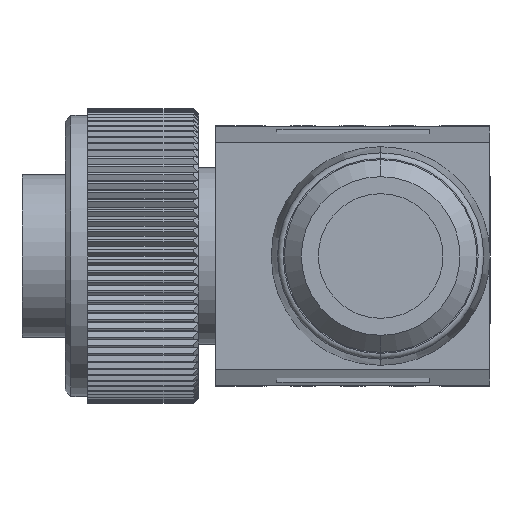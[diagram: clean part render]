
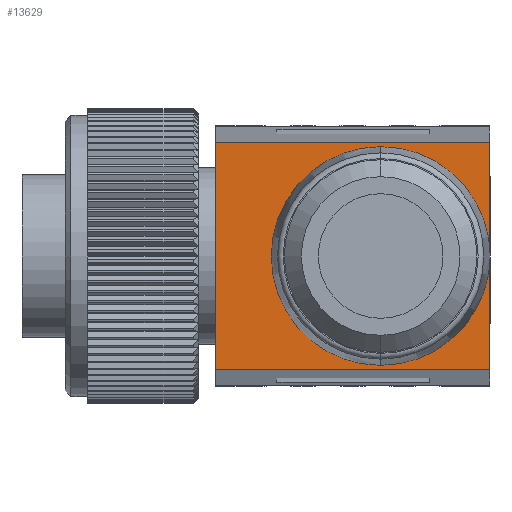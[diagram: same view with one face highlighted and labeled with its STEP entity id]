
A CAD part, left-side view. The second image highlights one B-rep face of the part: STEP entity #13629.
In plain terms, the highlighted planar face has unit normal (-1, 0, 0).
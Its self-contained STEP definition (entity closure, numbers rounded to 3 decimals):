
#4063=DIRECTION('',(0.,0.,-1.));
#4064=VECTOR('',#4063,20.);
#4065=CARTESIAN_POINT('',(46.8,24.2,-13.786));
#4066=LINE('',#4065,#4064);
#4100=DIRECTION('',(0.,1.,0.));
#4101=VECTOR('',#4100,24.2);
#4102=CARTESIAN_POINT('',(46.8,0.,-13.786));
#4103=LINE('',#4102,#4101);
#4122=CARTESIAN_POINT('',(46.8,9.65,-23.786));
#4123=DIRECTION('',(-1.,0.,0.));
#4124=DIRECTION('',(0.,-1.,0.));
#4125=AXIS2_PLACEMENT_3D('',#4122,#4123,#4124);
#4127=CARTESIAN_POINT('',(46.8,9.65,-23.786));
#4128=DIRECTION('',(-1.,0.,0.));
#4129=DIRECTION('',(0.,0.,1.));
#4130=AXIS2_PLACEMENT_3D('',#4127,#4128,#4129);
#4132=CARTESIAN_POINT('',(46.8,9.65,-23.786));
#4133=DIRECTION('',(-1.,0.,0.));
#4134=DIRECTION('',(0.,0.,-1.));
#4135=AXIS2_PLACEMENT_3D('',#4132,#4133,#4134);
#4137=DIRECTION('',(0.,0.,-1.));
#4138=VECTOR('',#4137,10.);
#4139=CARTESIAN_POINT('',(46.8,0.,-23.786));
#4140=LINE('',#4139,#4138);
#4141=DIRECTION('',(0.,1.,0.));
#4142=VECTOR('',#4141,24.2);
#4143=CARTESIAN_POINT('',(46.8,0.,-33.786));
#4144=LINE('',#4143,#4142);
#4145=DIRECTION('',(0.,0.,-1.));
#4146=VECTOR('',#4145,10.);
#4147=CARTESIAN_POINT('',(46.8,0.,-13.786));
#4148=LINE('',#4147,#4146);
#7010=CARTESIAN_POINT('',(46.8,0.,-33.786));
#7012=VERTEX_POINT('',#7010);
#7013=CARTESIAN_POINT('',(46.8,0.,-23.786));
#7014=VERTEX_POINT('',#7013);
#7015=CARTESIAN_POINT('',(46.8,0.,-13.786));
#7016=VERTEX_POINT('',#7015);
#7019=CARTESIAN_POINT('',(46.8,9.65,-14.136));
#7020=VERTEX_POINT('',#7019);
#7021=CARTESIAN_POINT('',(46.8,9.65,-33.436));
#7022=VERTEX_POINT('',#7021);
#7023=CARTESIAN_POINT('',(46.8,24.2,-33.786));
#7024=VERTEX_POINT('',#7023);
#7025=CARTESIAN_POINT('',(46.8,24.2,-13.786));
#7026=VERTEX_POINT('',#7025);
#13611=CARTESIAN_POINT('',(46.8,12.1,-23.786));
#13612=DIRECTION('',(1.,0.,0.));
#13613=DIRECTION('',(0.,0.,1.));
#13614=AXIS2_PLACEMENT_3D('',#13611,#13612,#13613);
#13615=PLANE('',#13614);
#13617=ORIENTED_EDGE('',*,*,#13616,.T.);
#13619=ORIENTED_EDGE('',*,*,#13618,.T.);
#13621=ORIENTED_EDGE('',*,*,#13620,.T.);
#13622=ORIENTED_EDGE('',*,*,#13576,.T.);
#13623=ORIENTED_EDGE('',*,*,#13592,.T.);
#13624=ORIENTED_EDGE('',*,*,#13480,.F.);
#13625=ORIENTED_EDGE('',*,*,#13507,.F.);
#13626=ORIENTED_EDGE('',*,*,#13578,.T.);
#13627=EDGE_LOOP('',(#13617,#13619,#13621,#13622,#13623,#13624,#13625,#13626));
#13628=FACE_OUTER_BOUND('',#13627,.F.);
#13629=ADVANCED_FACE('',(#13628),#13615,.F.);
#4126=CIRCLE('',#4125,9.65);
#4131=CIRCLE('',#4130,9.65);
#4136=CIRCLE('',#4135,9.65);
#13480=EDGE_CURVE('',#7026,#7024,#4066,.T.);
#13507=EDGE_CURVE('',#7016,#7026,#4103,.T.);
#13576=EDGE_CURVE('',#7014,#7012,#4140,.T.);
#13578=EDGE_CURVE('',#7016,#7014,#4148,.T.);
#13592=EDGE_CURVE('',#7012,#7024,#4144,.T.);
#13616=EDGE_CURVE('',#7014,#7020,#4126,.T.);
#13618=EDGE_CURVE('',#7020,#7022,#4131,.T.);
#13620=EDGE_CURVE('',#7022,#7014,#4136,.T.);
